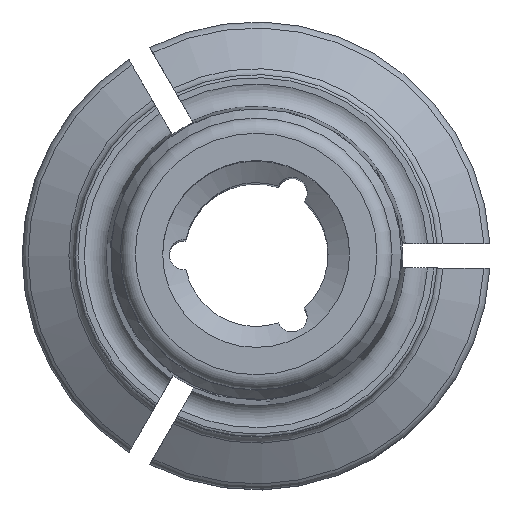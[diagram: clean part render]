
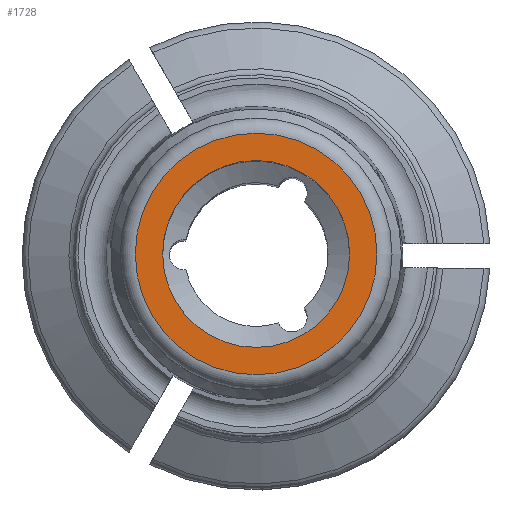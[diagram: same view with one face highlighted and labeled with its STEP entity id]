
A CAD part, top view. The second image highlights one B-rep face of the part: STEP entity #1728.
In plain terms, the highlighted planar face has unit normal (0, 0, 1).
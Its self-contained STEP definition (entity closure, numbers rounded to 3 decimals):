
#407=ORIENTED_EDGE('',*,*,#772,.T.);
#408=ORIENTED_EDGE('',*,*,#773,.T.);
#772=EDGE_CURVE('',#947,#947,#1029,.T.);
#773=EDGE_CURVE('',#948,#948,#1030,.T.);
#947=VERTEX_POINT('',#2623);
#948=VERTEX_POINT('',#2625);
#1029=CIRCLE('',#1853,3.094);
#1030=CIRCLE('',#1854,4.);
#1078=EDGE_LOOP('',(#407));
#1079=EDGE_LOOP('',(#408));
#1157=FACE_BOUND('',#1078,.T.);
#1158=FACE_BOUND('',#1079,.T.);
#1217=PLANE('',#1852);
#1728=ADVANCED_FACE('',(#1157,#1158),#1217,.T.);
#1852=AXIS2_PLACEMENT_3D('',#2621,#2127,#2128);
#1853=AXIS2_PLACEMENT_3D('',#2622,#2129,#2130);
#1854=AXIS2_PLACEMENT_3D('',#2624,#2131,#2132);
#2127=DIRECTION('',(0.,0.,1.));
#2128=DIRECTION('',(1.,0.,0.));
#2129=DIRECTION('',(0.,0.,-1.));
#2130=DIRECTION('',(1.,0.,0.));
#2131=DIRECTION('',(0.,0.,1.));
#2132=DIRECTION('',(1.,0.,0.));
#2621=CARTESIAN_POINT('',(0.,0.,39.5));
#2622=CARTESIAN_POINT('',(0.,0.,39.5));
#2623=CARTESIAN_POINT('',(3.094,0.,39.5));
#2624=CARTESIAN_POINT('',(0.,0.,39.5));
#2625=CARTESIAN_POINT('',(4.,0.,39.5));
